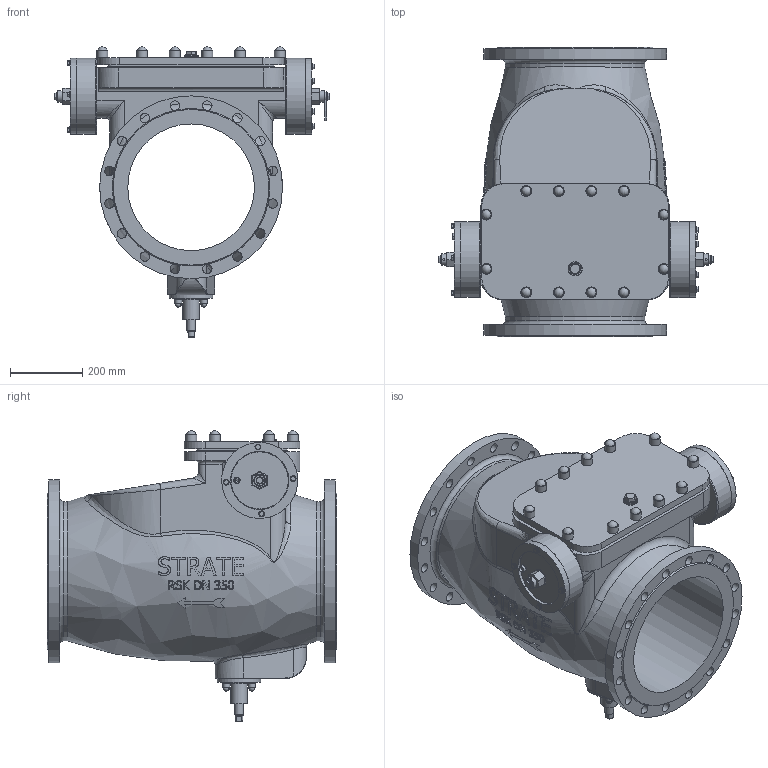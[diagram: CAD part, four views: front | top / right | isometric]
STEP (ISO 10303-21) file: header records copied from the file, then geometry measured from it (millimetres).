
FILE_DESCRIPTION(/* description */ (''),/* implementation_level */ '2;1');
FILE_NAME(/* name */ 'RSK DN 350 FTU.stp',/* time_stamp */ '2020-01-29T15:40:24+01:00',/* author */ ('aunrein'),/* organization */ (''),/* preprocessor_version */ 'ST-DEVELOPER v16.13',/* originating_system */ 'Autodesk Inventor 2018',/* authorisation */ '');
FILE_SCHEMA (('AUTOMOTIVE_DESIGN { 1 0 10303 214 3 1 1 }'));
Length unit declared in the file: millimetre
Products named in the file (1): RSK DN350 FTU_Shrinkwrap_1
Bounding box: 760.8 x 800 x 801.91 mm (x, y, z)
Volume: 90152976 mm3; surface area: 3781255.5 mm2
Topology: 57 solids, 57 shells, 1189 faces, 2789 edges, 1765 vertices
Faces by surface type: plane 570, bspline 259, cylinder 196, cone 120, torus 28, sphere 16
Full cylindrical faces by diameter (mm): 5 x2, 7.323 x8, 8 x8, 9.188 x2, 10 x2, 11.4 x8, 12 x2, 15.4 x2, 16 x8, 18 x3, 20 x12, 21 x1, 24 x1, 25 x1, 26 x32, 30 x12, 31.177 x1, 32 x2, 33.249 x1, 38.9 x1, 39 x1, 46 x1, 50 x2, 78.9 x1, 110 x2, 120 x1, 160 x2, 161 x2, 169.8 x2, 210 x4
Entity records: 41100 total; most frequent: CARTESIAN_POINT 14833, ORIENTED_EDGE 5050, DIRECTION 4890, EDGE_CURVE 2525, AXIS2_PLACEMENT_3D 2034, VERTEX_POINT 1715, EDGE_LOOP 1532, STYLED_ITEM 1244
